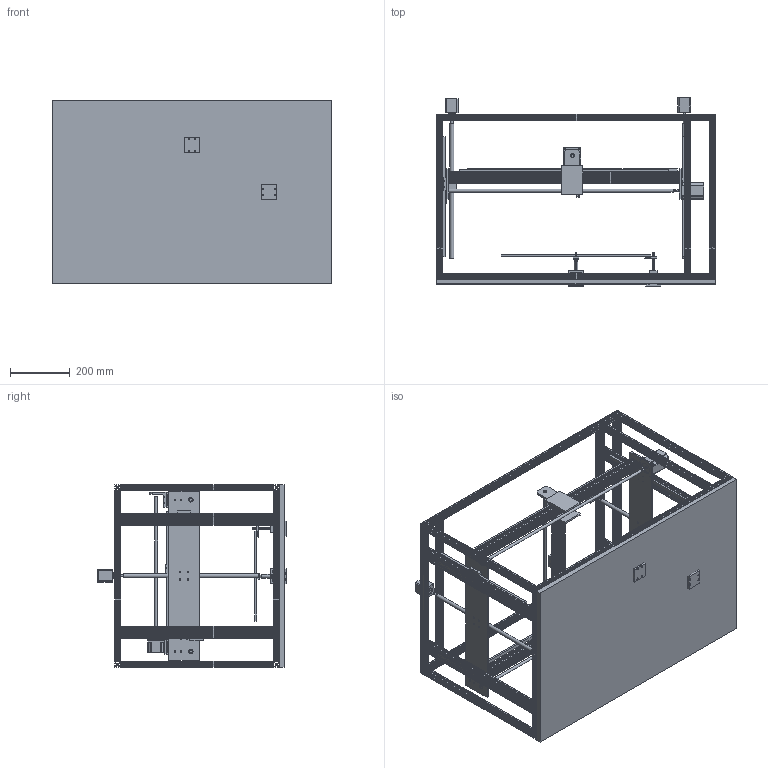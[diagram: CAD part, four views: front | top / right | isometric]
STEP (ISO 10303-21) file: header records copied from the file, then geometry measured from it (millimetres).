
FILE_DESCRIPTION(/* description */ (''),/* implementation_level */ '2;1');
FILE_NAME(/* name */ 'workhorse rev3 assembly v31.step',/* time_stamp */ '2017-10-26T11:56:16-05:00',/* author */ ('shane77304'),/* organization */ (''),/* preprocessor_version */ 'ST-DEVELOPER v16.13',/* originating_system */ 'Autodesk Translation Framework v6.5.0.72',/* authorisation */ '');
FILE_SCHEMA (('AUTOMOTIVE_DESIGN { 1 0 10303 214 3 1 1 }'));
Products named in the file (33): workhorse rev3 assembly; base board; 20x20x930 frame horizontall; 20x20x510 vertical frame; Bed leveling; Bed Leveling Pivot Rev2; Bed leveling Floor Mount; Bed leveling top pivot; Bed; Leveling tab; adjusting thread; Adjuster Brackets; Gantry Plate 565mm Long; 20x40x770.3 Gantry; Gantry Plate Idler 565mm Long; 20x40x770.3 Gantry v2; NEMA 23 Long; leadscrew10x756; lead screw nut; linear slide 12x8x700; Square carriage Mk2; 20x40x455.9 Frame Y GANTRY RAIL; linearslide12x8x400; carriage for slide 12x8; y axis motor mount; Y Axis Idler Mount 2; NEMA 23 SHORT; leadscrew10x459; z axis nut .875; z axis to gantry; z axis lead screw; nema 17 motor; 20x20x570 frame width
Assembly tree (72 placements, depth 3):
  workhorse rev3 assembly
    base board
    20x20x930 frame horizontall  x4
    20x20x570 frame width  x7
    20x40x770.3 Gantry  x5
    20x20x510 vertical frame  x6
    Bed leveling
      Bed Leveling Pivot Rev2
      Bed leveling Floor Mount
      Bed leveling top pivot
      Bed
      Leveling tab  x2
      adjusting thread  x2
      Adjuster Brackets  x2
    linearslide12x8x400  x5
    carriage for slide 12x8  x7
    Gantry Plate 565mm Long
    Gantry Plate Idler 565mm Long
    20x40x770.3 Gantry v2  x2
    NEMA 23 Long  x2
    leadscrew10x756  x2
    linear slide 12x8x700  x2
    lead screw nut
    Square carriage Mk2  x2
    20x40x455.9 Frame Y GANTRY RAIL
    y axis motor mount
    Y Axis Idler Mount 2
    NEMA 23 SHORT
    leadscrew10x459
    z axis nut .875  x2
    z axis to gantry  x2
    z axis lead screw  x2
    nema 17 motor  x2
Bounding box: 930 x 628.42 x 610.6 mm (x, y, z)
Volume: 15928592.7 mm3; surface area: 5589316.7 mm2
Topology: 71 solids, 71 shells, 3519 faces, 9918 edges, 6616 vertices
Faces by surface type: plane 2424, cylinder 1057, cone 24, bspline 12, torus 1, sphere 1
Full cylindrical faces by diameter (mm): 2.616 x8, 3 x76, 4 x20, 4.2 x25, 4.775 x4, 4.839 x128, 5 x44, 5.004 x2, 5.08 x10, 5.118 x12, 5.207 x12, 6.248 x124, 6.35 x25, 7 x20, 8.001 x2, 8.89 x8, 10 x4, 10.335 x10, 10.808 x11, 12.525 x10, 12.7 x16, 15 x2, 21.971 x2, 24.892 x1, 30 x2, 37.21 x2, 38.1 x3, 39.37 x1
Entity records: 54414 total; most frequent: CARTESIAN_POINT 19944, ORIENTED_EDGE 7068, DIRECTION 6674, EDGE_CURVE 3534, LINE 2438, VECTOR 2438, VERTEX_POINT 2369, AXIS2_PLACEMENT_3D 2118
